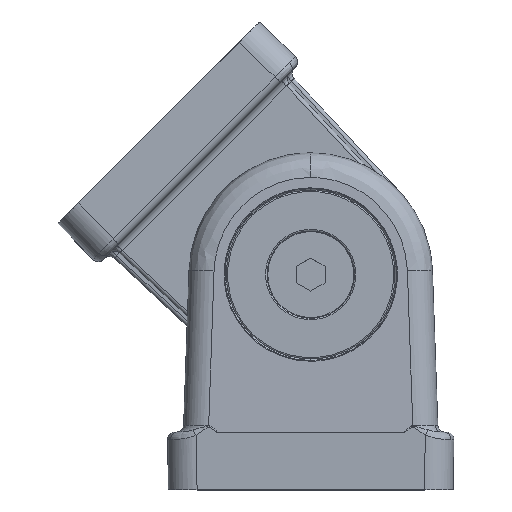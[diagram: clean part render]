
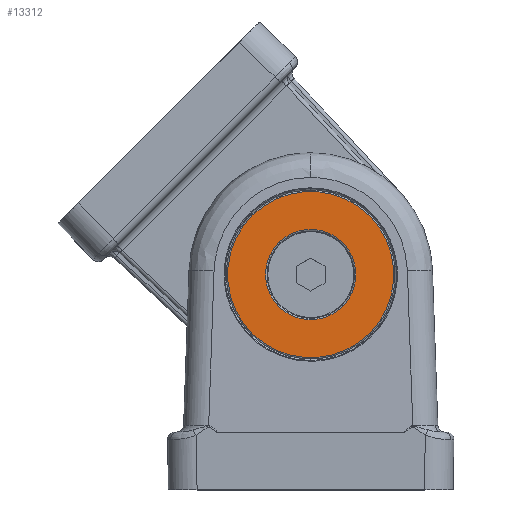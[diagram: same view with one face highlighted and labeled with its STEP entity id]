
A CAD part, top view. The second image highlights one B-rep face of the part: STEP entity #13312.
In plain terms, the highlighted face is planar.
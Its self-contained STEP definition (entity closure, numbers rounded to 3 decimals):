
#2960 = EDGE_CURVE ( 'NONE', #12791, #12790, #10806, .T. ) ;
#2983 = EDGE_CURVE ( 'NONE', #12796, #12797, #9967, .T. ) ;
#3549 = EDGE_CURVE ( 'NONE', #12797, #12796, #13760, .T. ) ;
#3560 = EDGE_CURVE ( 'NONE', #12790, #12791, #13742, .T. ) ;
#4269 = CARTESIAN_POINT ( 'NONE',  ( 0., -0.8, 6.3 ) ) ;
#4270 = CARTESIAN_POINT ( 'NONE',  ( 0., -0.8, -6.3 ) ) ;
#4275 = CARTESIAN_POINT ( 'NONE',  ( 0., -0.8, 11.6 ) ) ;
#4276 = CARTESIAN_POINT ( 'NONE',  ( 0., -0.8, -11.6 ) ) ;
#4900 = FACE_OUTER_BOUND ( 'NONE', #9260, .T. ) ;
#4901 = FACE_BOUND ( 'NONE', #9261, .T. ) ;
#5263 = AXIS2_PLACEMENT_3D ( 'NONE', #5727, #5728, #5729 ) ;
#5726 = PLANE ( 'NONE',  #5263 ) ;
#5727 = CARTESIAN_POINT ( 'NONE',  ( 0., -0.8, 0. ) ) ;
#5728 = DIRECTION ( 'NONE',  ( 0., -1., 0. ) ) ;
#5729 = DIRECTION ( 'NONE',  ( 0., 0., -1. ) ) ;
#9260 = EDGE_LOOP ( 'NONE', ( #11976, #11977 ) ) ;
#9261 = EDGE_LOOP ( 'NONE', ( #11978, #11980 ) ) ;
#9967 = CIRCLE ( 'NONE', #9978, 11.6 ) ;
#9978 = AXIS2_PLACEMENT_3D ( 'NONE', #10182, #10183, #10184 ) ;
#10109 = CARTESIAN_POINT ( 'NONE',  ( 0., -0.8, 0. ) ) ;
#10110 = DIRECTION ( 'NONE',  ( 0., 1., 0. ) ) ;
#10111 = DIRECTION ( 'NONE',  ( 0., 0., -1. ) ) ;
#10182 = CARTESIAN_POINT ( 'NONE',  ( 0., -0.8, 0. ) ) ;
#10183 = DIRECTION ( 'NONE',  ( 0., -1., 0. ) ) ;
#10184 = DIRECTION ( 'NONE',  ( 0., 0., -1. ) ) ;
#10764 = AXIS2_PLACEMENT_3D ( 'NONE', #10109, #10110, #10111 ) ;
#10806 = CIRCLE ( 'NONE', #10764, 6.3 ) ;
#11976 = ORIENTED_EDGE ( 'NONE', *, *, #3549, .T. ) ;
#11977 = ORIENTED_EDGE ( 'NONE', *, *, #2983, .T. ) ;
#11978 = ORIENTED_EDGE ( 'NONE', *, *, #2960, .T. ) ;
#11980 = ORIENTED_EDGE ( 'NONE', *, *, #3560, .T. ) ;
#12790 = VERTEX_POINT ( 'NONE', #4269 ) ;
#12791 = VERTEX_POINT ( 'NONE', #4270 ) ;
#12796 = VERTEX_POINT ( 'NONE', #4275 ) ;
#12797 = VERTEX_POINT ( 'NONE', #4276 ) ;
#13312 = ADVANCED_FACE ( 'NONE', ( #4900, #4901 ), #5726, .T. ) ;
#13742 = CIRCLE ( 'NONE', #13769, 6.3 ) ;
#13760 = CIRCLE ( 'NONE', #13761, 11.6 ) ;
#13761 = AXIS2_PLACEMENT_3D ( 'NONE', #14676, #14677, #14678 ) ;
#13769 = AXIS2_PLACEMENT_3D ( 'NONE', #14691, #14692, #14693 ) ;
#14676 = CARTESIAN_POINT ( 'NONE',  ( 0., -0.8, 0. ) ) ;
#14677 = DIRECTION ( 'NONE',  ( 0., -1., 0. ) ) ;
#14678 = DIRECTION ( 'NONE',  ( 0., 0., -1. ) ) ;
#14691 = CARTESIAN_POINT ( 'NONE',  ( 0., -0.8, 0. ) ) ;
#14692 = DIRECTION ( 'NONE',  ( 0., 1., 0. ) ) ;
#14693 = DIRECTION ( 'NONE',  ( 0., 0., -1. ) ) ;
